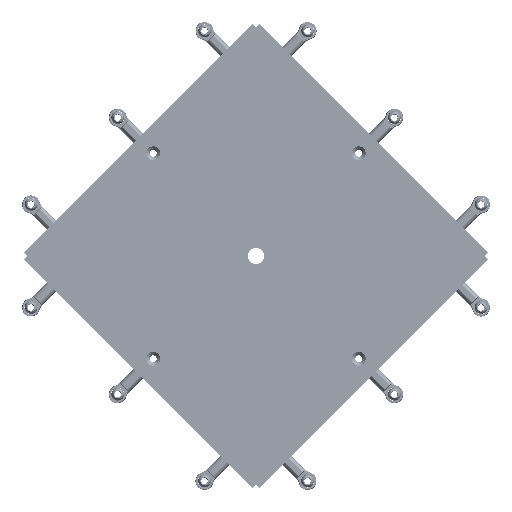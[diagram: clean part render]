
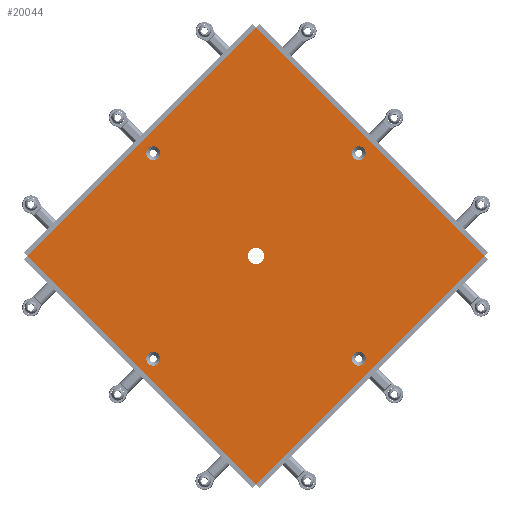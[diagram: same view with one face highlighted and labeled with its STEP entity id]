
A CAD part, front view. The second image highlights one B-rep face of the part: STEP entity #20044.
In plain terms, the highlighted face is planar.
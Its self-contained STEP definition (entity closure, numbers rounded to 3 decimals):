
#19774=CARTESIAN_POINT('Vertex',(-10.,0.,6.35)) ;
#19777=CARTESIAN_POINT('Axis2P3D Location',(0.,0.,6.35)) ;
#19781=CARTESIAN_POINT('Vertex',(10.,0.,6.35)) ;
#19917=CARTESIAN_POINT('Axis2P3D Location',(0.,0.,6.35)) ;
#19929=CARTESIAN_POINT('Axis2P3D Location',(0.,0.,6.35)) ;
#19934=CARTESIAN_POINT('Line Origine',(-200.,0.,6.35)) ;
#19938=CARTESIAN_POINT('Vertex',(-200.,200.,6.35)) ;
#19940=CARTESIAN_POINT('Vertex',(-200.,-200.,6.35)) ;
#19943=CARTESIAN_POINT('Line Origine',(0.,-200.,6.35)) ;
#19947=CARTESIAN_POINT('Vertex',(200.,-200.,6.35)) ;
#19950=CARTESIAN_POINT('Line Origine',(200.,0.,6.35)) ;
#19954=CARTESIAN_POINT('Vertex',(200.,200.,6.35)) ;
#19957=CARTESIAN_POINT('Line Origine',(0.,200.,6.35)) ;
#19972=CARTESIAN_POINT('Axis2P3D Location',(-180.,0.,6.35)) ;
#19976=CARTESIAN_POINT('Vertex',(-171.35,0.,6.35)) ;
#19978=CARTESIAN_POINT('Vertex',(-188.65,0.,6.35)) ;
#19981=CARTESIAN_POINT('Axis2P3D Location',(-180.,0.,6.35)) ;
#19990=CARTESIAN_POINT('Axis2P3D Location',(0.,180.,6.35)) ;
#19994=CARTESIAN_POINT('Vertex',(8.65,180.,6.35)) ;
#19996=CARTESIAN_POINT('Vertex',(-8.65,180.,6.35)) ;
#19999=CARTESIAN_POINT('Axis2P3D Location',(0.,180.,6.35)) ;
#20008=CARTESIAN_POINT('Axis2P3D Location',(180.,0.,6.35)) ;
#20012=CARTESIAN_POINT('Vertex',(188.65,0.,6.35)) ;
#20014=CARTESIAN_POINT('Vertex',(171.35,0.,6.35)) ;
#20017=CARTESIAN_POINT('Axis2P3D Location',(180.,0.,6.35)) ;
#20026=CARTESIAN_POINT('Axis2P3D Location',(0.,-180.,6.35)) ;
#20030=CARTESIAN_POINT('Vertex',(8.65,-180.,6.35)) ;
#20032=CARTESIAN_POINT('Vertex',(-8.65,-180.,6.35)) ;
#20035=CARTESIAN_POINT('Axis2P3D Location',(0.,-180.,6.35)) ;
#19936=VECTOR('Line Direction',#19935,1.) ;
#19945=VECTOR('Line Direction',#19944,1.) ;
#19952=VECTOR('Line Direction',#19951,1.) ;
#19959=VECTOR('Line Direction',#19958,1.) ;
#19778=DIRECTION('Axis2P3D Direction',(0.,-0.,1.)) ;
#19918=DIRECTION('Axis2P3D Direction',(0.,-0.,1.)) ;
#19930=DIRECTION('Axis2P3D Direction',(0.,0.,1.)) ;
#19931=DIRECTION('Axis2P3D XDirection',(1.,0.,0.)) ;
#19935=DIRECTION('Vector Direction',(0.,-1.,0.)) ;
#19944=DIRECTION('Vector Direction',(1.,0.,0.)) ;
#19951=DIRECTION('Vector Direction',(0.,1.,0.)) ;
#19958=DIRECTION('Vector Direction',(-1.,0.,0.)) ;
#19973=DIRECTION('Axis2P3D Direction',(0.,0.,1.)) ;
#19982=DIRECTION('Axis2P3D Direction',(0.,0.,1.)) ;
#19991=DIRECTION('Axis2P3D Direction',(0.,0.,1.)) ;
#20000=DIRECTION('Axis2P3D Direction',(0.,0.,1.)) ;
#20009=DIRECTION('Axis2P3D Direction',(0.,0.,1.)) ;
#20018=DIRECTION('Axis2P3D Direction',(0.,0.,1.)) ;
#20027=DIRECTION('Axis2P3D Direction',(0.,0.,1.)) ;
#20036=DIRECTION('Axis2P3D Direction',(0.,0.,1.)) ;
#19779=AXIS2_PLACEMENT_3D('Circle Axis2P3D',#19777,#19778,$) ;
#19919=AXIS2_PLACEMENT_3D('Circle Axis2P3D',#19917,#19918,$) ;
#19932=AXIS2_PLACEMENT_3D('Plane Axis2P3D',#19929,#19930,#19931) ;
#19974=AXIS2_PLACEMENT_3D('Circle Axis2P3D',#19972,#19973,$) ;
#19983=AXIS2_PLACEMENT_3D('Circle Axis2P3D',#19981,#19982,$) ;
#19992=AXIS2_PLACEMENT_3D('Circle Axis2P3D',#19990,#19991,$) ;
#20001=AXIS2_PLACEMENT_3D('Circle Axis2P3D',#19999,#20000,$) ;
#20010=AXIS2_PLACEMENT_3D('Circle Axis2P3D',#20008,#20009,$) ;
#20019=AXIS2_PLACEMENT_3D('Circle Axis2P3D',#20017,#20018,$) ;
#20028=AXIS2_PLACEMENT_3D('Circle Axis2P3D',#20026,#20027,$) ;
#20037=AXIS2_PLACEMENT_3D('Circle Axis2P3D',#20035,#20036,$) ;
#19937=LINE('Line',#19934,#19936) ;
#19946=LINE('Line',#19943,#19945) ;
#19953=LINE('Line',#19950,#19952) ;
#19960=LINE('Line',#19957,#19959) ;
#19780=CIRCLE('generated circle',#19779,10.) ;
#19920=CIRCLE('generated circle',#19919,10.) ;
#19975=CIRCLE('generated circle',#19974,8.65) ;
#19984=CIRCLE('generated circle',#19983,8.65) ;
#19993=CIRCLE('generated circle',#19992,8.65) ;
#20002=CIRCLE('generated circle',#20001,8.65) ;
#20011=CIRCLE('generated circle',#20010,8.65) ;
#20020=CIRCLE('generated circle',#20019,8.65) ;
#20029=CIRCLE('generated circle',#20028,8.65) ;
#20038=CIRCLE('generated circle',#20037,8.65) ;
#19933=PLANE('',#19932) ;
#19971=FACE_BOUND('',#19968,.T.) ;
#19989=FACE_BOUND('',#19986,.T.) ;
#20007=FACE_BOUND('',#20004,.T.) ;
#20025=FACE_BOUND('',#20022,.T.) ;
#20043=FACE_BOUND('',#20040,.T.) ;
#19783=EDGE_CURVE('',#19775,#19782,#19780,.T.) ;
#19921=EDGE_CURVE('',#19782,#19775,#19920,.T.) ;
#19942=EDGE_CURVE('',#19939,#19941,#19937,.T.) ;
#19949=EDGE_CURVE('',#19941,#19948,#19946,.T.) ;
#19956=EDGE_CURVE('',#19948,#19955,#19953,.T.) ;
#19961=EDGE_CURVE('',#19955,#19939,#19960,.T.) ;
#19980=EDGE_CURVE('',#19977,#19979,#19975,.T.) ;
#19985=EDGE_CURVE('',#19979,#19977,#19984,.T.) ;
#19998=EDGE_CURVE('',#19995,#19997,#19993,.T.) ;
#20003=EDGE_CURVE('',#19997,#19995,#20002,.T.) ;
#20016=EDGE_CURVE('',#20013,#20015,#20011,.T.) ;
#20021=EDGE_CURVE('',#20015,#20013,#20020,.T.) ;
#20034=EDGE_CURVE('',#20031,#20033,#20029,.T.) ;
#20039=EDGE_CURVE('',#20033,#20031,#20038,.T.) ;
#19963=ORIENTED_EDGE('',*,*,#19942,.T.) ;
#19964=ORIENTED_EDGE('',*,*,#19949,.T.) ;
#19965=ORIENTED_EDGE('',*,*,#19956,.T.) ;
#19966=ORIENTED_EDGE('',*,*,#19961,.T.) ;
#19969=ORIENTED_EDGE('',*,*,#19921,.F.) ;
#19970=ORIENTED_EDGE('',*,*,#19783,.F.) ;
#19987=ORIENTED_EDGE('',*,*,#19980,.F.) ;
#19988=ORIENTED_EDGE('',*,*,#19985,.F.) ;
#20005=ORIENTED_EDGE('',*,*,#19998,.F.) ;
#20006=ORIENTED_EDGE('',*,*,#20003,.F.) ;
#20023=ORIENTED_EDGE('',*,*,#20016,.F.) ;
#20024=ORIENTED_EDGE('',*,*,#20021,.F.) ;
#20041=ORIENTED_EDGE('',*,*,#20034,.F.) ;
#20042=ORIENTED_EDGE('',*,*,#20039,.F.) ;
#19962=EDGE_LOOP('',(#19963,#19964,#19965,#19966)) ;
#19968=EDGE_LOOP('',(#19969,#19970)) ;
#19986=EDGE_LOOP('',(#19987,#19988)) ;
#20004=EDGE_LOOP('',(#20005,#20006)) ;
#20022=EDGE_LOOP('',(#20023,#20024)) ;
#20040=EDGE_LOOP('',(#20041,#20042)) ;
#19775=VERTEX_POINT('',#19774) ;
#19782=VERTEX_POINT('',#19781) ;
#19939=VERTEX_POINT('',#19938) ;
#19941=VERTEX_POINT('',#19940) ;
#19948=VERTEX_POINT('',#19947) ;
#19955=VERTEX_POINT('',#19954) ;
#19977=VERTEX_POINT('',#19976) ;
#19979=VERTEX_POINT('',#19978) ;
#19995=VERTEX_POINT('',#19994) ;
#19997=VERTEX_POINT('',#19996) ;
#20013=VERTEX_POINT('',#20012) ;
#20015=VERTEX_POINT('',#20014) ;
#20031=VERTEX_POINT('',#20030) ;
#20033=VERTEX_POINT('',#20032) ;
#20044=ADVANCED_FACE('Cut-Extrude1',(#19967,#19971,#19989,#20007,#20025,#20043),#19933,.T.) ;
#19967=FACE_OUTER_BOUND('',#19962,.T.) ;
